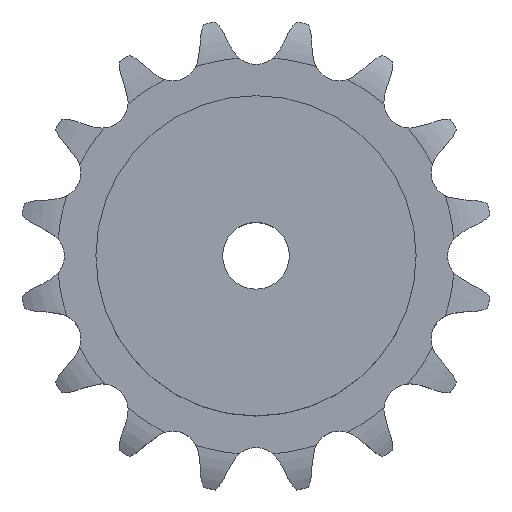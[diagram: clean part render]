
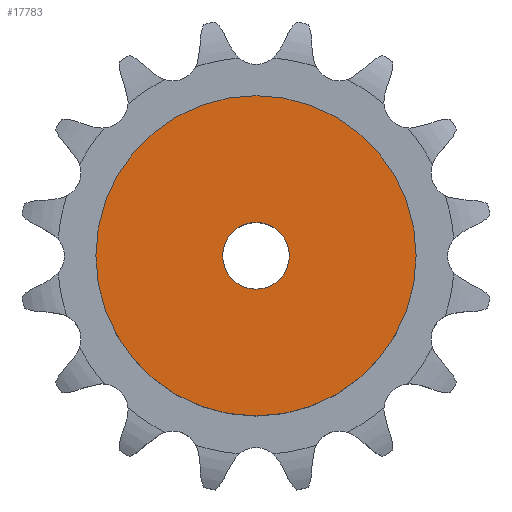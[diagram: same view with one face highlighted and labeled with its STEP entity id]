
A CAD part, top view. The second image highlights one B-rep face of the part: STEP entity #17783.
In plain terms, the highlighted planar face has unit normal (0, 0, 1).
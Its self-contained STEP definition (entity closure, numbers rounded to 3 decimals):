
#2517 = CYLINDRICAL_SURFACE('',#2518,60.);
#2518 = AXIS2_PLACEMENT_3D('',#2519,#2520,#2521);
#2519 = CARTESIAN_POINT('',(0.,0.,0.));
#2520 = DIRECTION('',(-0.,-0.,-1.));
#2521 = DIRECTION('',(1.,0.,0.));
#11372 = VERTEX_POINT('',#11373);
#11373 = CARTESIAN_POINT('',(60.,0.,50.));
#11394 = EDGE_CURVE('',#11372,#11372,#11395,.T.);
#11395 = SURFACE_CURVE('',#11396,(#11401,#11408),.PCURVE_S1.);
#11396 = CIRCLE('',#11397,60.);
#11397 = AXIS2_PLACEMENT_3D('',#11398,#11399,#11400);
#11398 = CARTESIAN_POINT('',(0.,0.,50.));
#11399 = DIRECTION('',(0.,0.,1.));
#11400 = DIRECTION('',(1.,0.,0.));
#11401 = PCURVE('',#2517,#11402);
#11402 = DEFINITIONAL_REPRESENTATION('',(#11403),#11407);
#11403 = LINE('',#11404,#11405);
#11404 = CARTESIAN_POINT('',(-0.,-50.));
#11405 = VECTOR('',#11406,1.);
#11406 = DIRECTION('',(-1.,0.));
#11407 = ( GEOMETRIC_REPRESENTATION_CONTEXT(2) 
PARAMETRIC_REPRESENTATION_CONTEXT() REPRESENTATION_CONTEXT('2D SPACE',''
  ) );
#11408 = PCURVE('',#11409,#11414);
#11409 = PLANE('',#11410);
#11410 = AXIS2_PLACEMENT_3D('',#11411,#11412,#11413);
#11411 = CARTESIAN_POINT('',(0.,0.,50.)
  );
#11412 = DIRECTION('',(0.,0.,1.));
#11413 = DIRECTION('',(1.,0.,0.));
#11414 = DEFINITIONAL_REPRESENTATION('',(#11415),#11419);
#11415 = CIRCLE('',#11416,60.);
#11416 = AXIS2_PLACEMENT_2D('',#11417,#11418);
#11417 = CARTESIAN_POINT('',(0.,0.));
#11418 = DIRECTION('',(1.,0.));
#11419 = ( GEOMETRIC_REPRESENTATION_CONTEXT(2) 
PARAMETRIC_REPRESENTATION_CONTEXT() REPRESENTATION_CONTEXT('2D SPACE',''
  ) );
#15237 = CYLINDRICAL_SURFACE('',#15238,12.5);
#15238 = AXIS2_PLACEMENT_3D('',#15239,#15240,#15241);
#15239 = CARTESIAN_POINT('',(0.,0.,282.706));
#15240 = DIRECTION('',(0.,0.,1.));
#15241 = DIRECTION('',(1.,0.,0.));
#17783 = ADVANCED_FACE('',(#17784,#17787),#11409,.T.);
#17784 = FACE_BOUND('',#17785,.T.);
#17785 = EDGE_LOOP('',(#17786));
#17786 = ORIENTED_EDGE('',*,*,#11394,.T.);
#17787 = FACE_BOUND('',#17788,.T.);
#17788 = EDGE_LOOP('',(#17789));
#17789 = ORIENTED_EDGE('',*,*,#17790,.F.);
#17790 = EDGE_CURVE('',#17791,#17791,#17793,.T.);
#17791 = VERTEX_POINT('',#17792);
#17792 = CARTESIAN_POINT('',(12.5,0.,50.));
#17793 = SURFACE_CURVE('',#17794,(#17799,#17806),.PCURVE_S1.);
#17794 = CIRCLE('',#17795,12.5);
#17795 = AXIS2_PLACEMENT_3D('',#17796,#17797,#17798);
#17796 = CARTESIAN_POINT('',(0.,0.,50.));
#17797 = DIRECTION('',(0.,0.,1.));
#17798 = DIRECTION('',(1.,0.,0.));
#17799 = PCURVE('',#11409,#17800);
#17800 = DEFINITIONAL_REPRESENTATION('',(#17801),#17805);
#17801 = CIRCLE('',#17802,12.5);
#17802 = AXIS2_PLACEMENT_2D('',#17803,#17804);
#17803 = CARTESIAN_POINT('',(0.,0.));
#17804 = DIRECTION('',(1.,0.));
#17805 = ( GEOMETRIC_REPRESENTATION_CONTEXT(2) 
PARAMETRIC_REPRESENTATION_CONTEXT() REPRESENTATION_CONTEXT('2D SPACE',''
  ) );
#17806 = PCURVE('',#15237,#17807);
#17807 = DEFINITIONAL_REPRESENTATION('',(#17808),#17812);
#17808 = LINE('',#17809,#17810);
#17809 = CARTESIAN_POINT('',(0.,-232.706));
#17810 = VECTOR('',#17811,1.);
#17811 = DIRECTION('',(1.,0.));
#17812 = ( GEOMETRIC_REPRESENTATION_CONTEXT(2) 
PARAMETRIC_REPRESENTATION_CONTEXT() REPRESENTATION_CONTEXT('2D SPACE',''
  ) );
